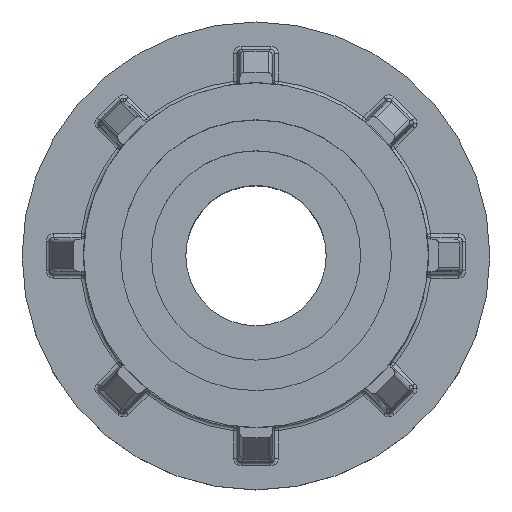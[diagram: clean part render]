
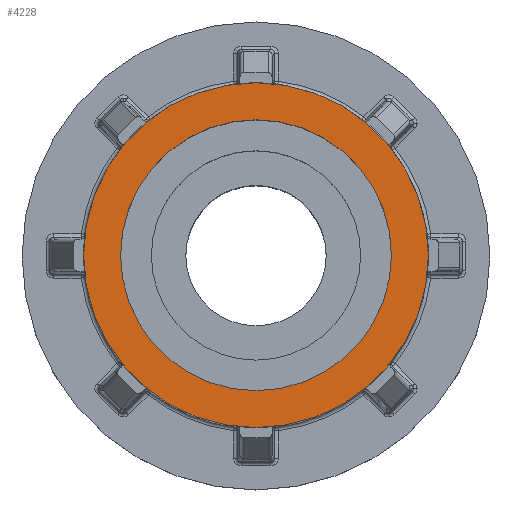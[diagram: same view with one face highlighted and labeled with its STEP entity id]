
A CAD part, top view. The second image highlights one B-rep face of the part: STEP entity #4228.
In plain terms, the highlighted planar face has unit normal (0, 0, 1).
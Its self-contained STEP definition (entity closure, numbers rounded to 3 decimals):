
#26 = EDGE_LOOP ( 'NONE', ( #7356, #7682 ) ) ;
#74 = CIRCLE ( 'NONE', #3092, 14. ) ;
#395 = PLANE ( 'NONE',  #6870 ) ;
#1244 = CARTESIAN_POINT ( 'NONE',  ( 0., 0., 43. ) ) ;
#1382 = VERTEX_POINT ( 'NONE', #4050 ) ;
#1538 = CARTESIAN_POINT ( 'NONE',  ( 0., 0., 43. ) ) ;
#1661 = DIRECTION ( 'NONE',  ( 0., 0., 1. ) ) ;
#1984 = CARTESIAN_POINT ( 'NONE',  ( 0., 0., 43. ) ) ;
#2059 = DIRECTION ( 'NONE',  ( 1., 0., 0. ) ) ;
#2081 = VERTEX_POINT ( 'NONE', #7780 ) ;
#2368 = DIRECTION ( 'NONE',  ( 1., 0., 0. ) ) ;
#2540 = VERTEX_POINT ( 'NONE', #6236 ) ;
#3029 = CARTESIAN_POINT ( 'NONE',  ( 0., 0., 43. ) ) ;
#3088 = VERTEX_POINT ( 'NONE', #6628 ) ;
#3092 = AXIS2_PLACEMENT_3D ( 'NONE', #3029, #7977, #3737 ) ;
#3540 = DIRECTION ( 'NONE',  ( 0., 0., 1. ) ) ;
#3737 = DIRECTION ( 'NONE',  ( 1., 0., 0. ) ) ;
#3774 = EDGE_CURVE ( 'NONE', #3088, #2081, #6548, .T. ) ;
#3934 = EDGE_CURVE ( 'NONE', #2540, #1382, #8523, .T. ) ;
#4050 = CARTESIAN_POINT ( 'NONE',  ( -14., 0., 43. ) ) ;
#4228 = ADVANCED_FACE ( 'NONE', ( #6299, #4488 ), #395, .T. ) ;
#4307 = AXIS2_PLACEMENT_3D ( 'NONE', #6016, #1661, #6700 ) ;
#4488 = FACE_OUTER_BOUND ( 'NONE', #26, .T. ) ;
#5447 = EDGE_CURVE ( 'NONE', #1382, #2540, #74, .T. ) ;
#5830 = CIRCLE ( 'NONE', #4307, 11. ) ;
#5974 = EDGE_LOOP ( 'NONE', ( #6715, #7011 ) ) ;
#6016 = CARTESIAN_POINT ( 'NONE',  ( 0., 0., 43. ) ) ;
#6236 = CARTESIAN_POINT ( 'NONE',  ( 14., 0., 43. ) ) ;
#6299 = FACE_BOUND ( 'NONE', #5974, .T. ) ;
#6361 = DIRECTION ( 'NONE',  ( 0., 0., 1. ) ) ;
#6548 = CIRCLE ( 'NONE', #9366, 11. ) ;
#6608 = DIRECTION ( 'NONE',  ( 0., 0., 1. ) ) ;
#6628 = CARTESIAN_POINT ( 'NONE',  ( -11., 0., 43. ) ) ;
#6660 = EDGE_CURVE ( 'NONE', #2081, #3088, #5830, .T. ) ;
#6700 = DIRECTION ( 'NONE',  ( 1., 0., 0. ) ) ;
#6715 = ORIENTED_EDGE ( 'NONE', *, *, #6660, .F. ) ;
#6870 = AXIS2_PLACEMENT_3D ( 'NONE', #1984, #3540, #8485 ) ;
#7011 = ORIENTED_EDGE ( 'NONE', *, *, #3774, .F. ) ;
#7356 = ORIENTED_EDGE ( 'NONE', *, *, #5447, .T. ) ;
#7682 = ORIENTED_EDGE ( 'NONE', *, *, #3934, .T. ) ;
#7780 = CARTESIAN_POINT ( 'NONE',  ( 11., 0., 43. ) ) ;
#7977 = DIRECTION ( 'NONE',  ( 0., 0., 1. ) ) ;
#8485 = DIRECTION ( 'NONE',  ( 1., 0., 0. ) ) ;
#8523 = CIRCLE ( 'NONE', #8695, 14. ) ;
#8695 = AXIS2_PLACEMENT_3D ( 'NONE', #1538, #6608, #2368 ) ;
#9366 = AXIS2_PLACEMENT_3D ( 'NONE', #1244, #6361, #2059 ) ;
